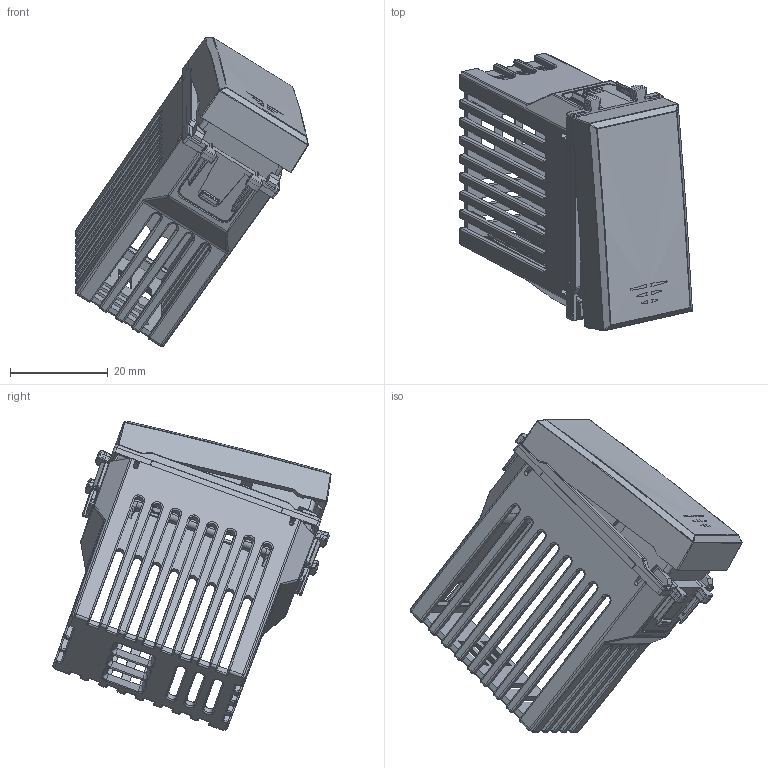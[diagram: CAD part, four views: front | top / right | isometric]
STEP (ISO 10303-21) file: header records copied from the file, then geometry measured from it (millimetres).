
FILE_DESCRIPTION(('CATIA V5 STEP Exchange'),'2;1');
FILE_NAME('442048AA.stp','2024-02-26T15:06:39+00:00',('none'),('none'),'CATIA Version 5-6 Release 2016 SP6','CATIA V5 STEP AP203','none');
FILE_SCHEMA(('CONFIG_CONTROL_DESIGN'));
Products named in the file (1): 44X048AA
Assembly tree (4 placements, depth 2):
  44X048AA
    #57
    #30501
    #72506
    #89573
Bounding box: 47.7 x 57 x 63.25 mm (x, y, z)
Volume: 10287.7 mm3; surface area: 18356.1 mm2
Topology: 4 solids, 4 shells, 1922 faces, 5184 edges, 3032 vertices
Faces by surface type: cylinder 670, plane 637, bspline 409, cone 92, sphere 62, torus 44, revolution 8
Entity records: 89598 total; most frequent: CARTESIAN_POINT 49618, ORIENTED_EDGE 10016, DIRECTION 5275, EDGE_CURVE 5008, VERTEX_POINT 3028, VECTOR 2291, LINE 2291, B_SPLINE_CURVE_WITH_KNOTS 2061
